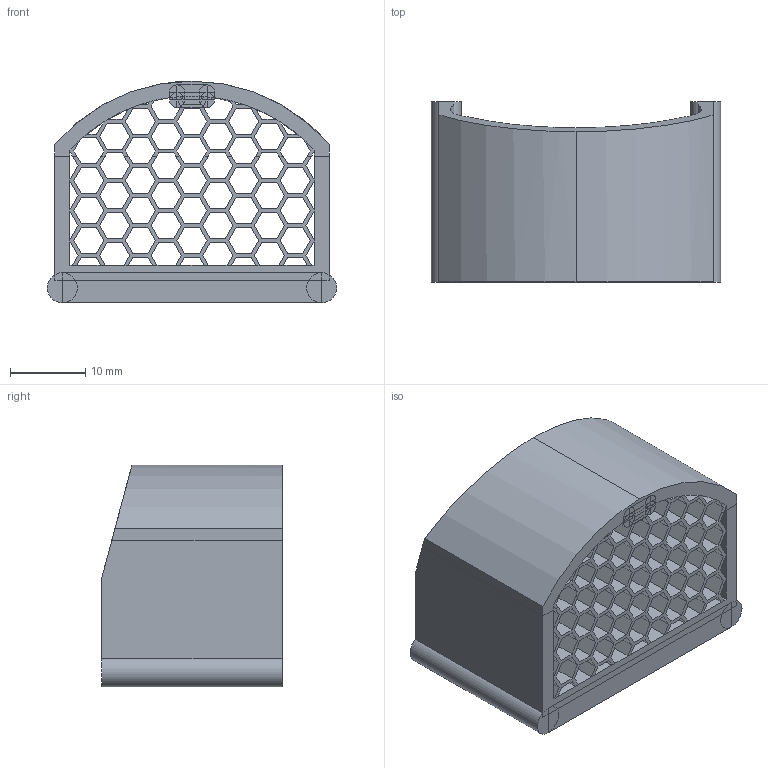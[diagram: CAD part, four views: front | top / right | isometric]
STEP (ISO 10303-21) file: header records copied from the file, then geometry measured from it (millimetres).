
FILE_DESCRIPTION(('FreeCAD Model'),'2;1');
FILE_NAME('Open CASCADE Shape Model','2024-10-24T18:28:16',(''),(''), 'Open CASCADE STEP processor 7.6','FreeCAD','Unknown');
FILE_SCHEMA(('AUTOMOTIVE_DESIGN { 1 0 10303 214 1 1 1 1 }'));
Length unit declared in the file: millimetre
Products named in the file (1): union007
Bounding box: 38.5 x 24 x 29.5 mm (x, y, z)
Volume: 5105.8 mm3; surface area: 7248.8 mm2
Topology: 1 solids, 1 shells, 497 faces, 1485 edges, 922 vertices
Faces by surface type: plane 480, cylinder 17
Entity records: 16560 total; most frequent: ORIENTED_EDGE 2970, CARTESIAN_POINT 2905, DIRECTION 2676, EDGE_CURVE 1485, LINE 1290, VECTOR 1290, VERTEX_POINT 922, AXIS2_PLACEMENT_3D 693
